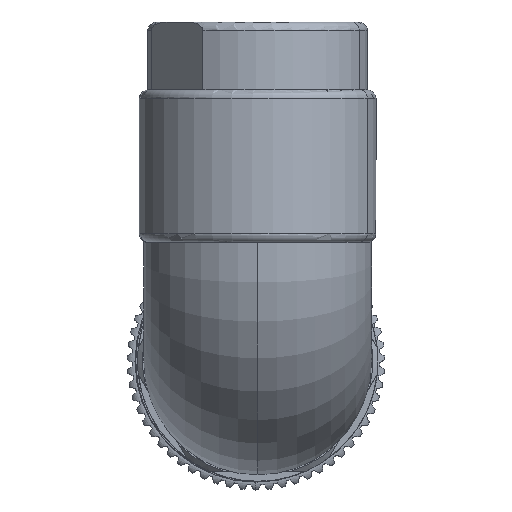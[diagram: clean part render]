
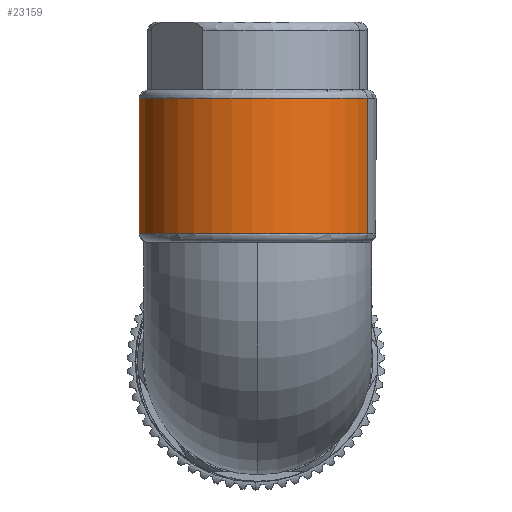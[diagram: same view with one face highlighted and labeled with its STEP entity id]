
A CAD part, top view. The second image highlights one B-rep face of the part: STEP entity #23159.
In plain terms, the highlighted cylindrical face has radius 7 mm (diameter 14 mm), a partial arc.
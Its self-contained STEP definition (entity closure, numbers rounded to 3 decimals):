
#23083=AXIS2_PLACEMENT_3D('Circle Axis2P3D',#23081,#23082,$) ;
#23132=AXIS2_PLACEMENT_3D('Cylinder Axis2P3D',#23129,#23130,#23131) ;
#23150=AXIS2_PLACEMENT_3D('Circle Axis2P3D',#23148,#23149,$) ;
#23071=CARTESIAN_POINT('Vertex',(14.167,23.094,38.366)) ;
#23078=CARTESIAN_POINT('Vertex',(1.235,23.094,33.004)) ;
#23081=CARTESIAN_POINT('Axis2P3D Location',(7.701,23.094,35.685)) ;
#23129=CARTESIAN_POINT('Axis2P3D Location',(7.701,26.294,35.685)) ;
#23134=CARTESIAN_POINT('Line Origine',(14.167,26.294,38.366)) ;
#23138=CARTESIAN_POINT('Vertex',(14.167,15.087,38.366)) ;
#23141=CARTESIAN_POINT('Line Origine',(1.235,26.294,33.004)) ;
#23145=CARTESIAN_POINT('Vertex',(1.235,15.087,33.004)) ;
#23148=CARTESIAN_POINT('Axis2P3D Location',(7.701,15.087,35.685)) ;
#23082=DIRECTION('Axis2P3D Direction',(0.,1.,0.)) ;
#23130=DIRECTION('Axis2P3D Direction',(0.,-1.,0.)) ;
#23131=DIRECTION('Axis2P3D XDirection',(0.924,0.,0.383)) ;
#23135=DIRECTION('Vector Direction',(0.,-1.,0.)) ;
#23142=DIRECTION('Vector Direction',(0.,-1.,0.)) ;
#23149=DIRECTION('Axis2P3D Direction',(0.,-1.,0.)) ;
#23136=VECTOR('Line Direction',#23135,1.) ;
#23143=VECTOR('Line Direction',#23142,1.) ;
#23154=ORIENTED_EDGE('',*,*,#23140,.F.) ;
#23155=ORIENTED_EDGE('',*,*,#23085,.T.) ;
#23156=ORIENTED_EDGE('',*,*,#23147,.F.) ;
#23157=ORIENTED_EDGE('',*,*,#23152,.T.) ;
#23159=ADVANCED_FACE('Hauptk\X2\00F6\X0\rper',(#23158),#23133,.T.) ;
#23084=CIRCLE('generated circle',#23083,7.) ;
#23151=CIRCLE('generated circle',#23150,7.) ;
#23133=CYLINDRICAL_SURFACE('generated cylinder',#23132,7.) ;
#23085=EDGE_CURVE('',#23072,#23079,#23084,.F.) ;
#23140=EDGE_CURVE('',#23072,#23139,#23137,.T.) ;
#23147=EDGE_CURVE('',#23146,#23079,#23144,.F.) ;
#23152=EDGE_CURVE('',#23146,#23139,#23151,.F.) ;
#23153=EDGE_LOOP('',(#23154,#23155,#23156,#23157)) ;
#23158=FACE_OUTER_BOUND('',#23153,.T.) ;
#23137=LINE('Line',#23134,#23136) ;
#23144=LINE('Line',#23141,#23143) ;
#23072=VERTEX_POINT('',#23071) ;
#23079=VERTEX_POINT('',#23078) ;
#23139=VERTEX_POINT('',#23138) ;
#23146=VERTEX_POINT('',#23145) ;
